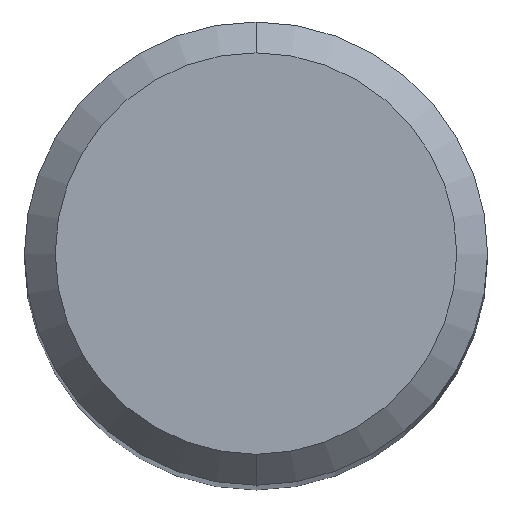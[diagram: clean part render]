
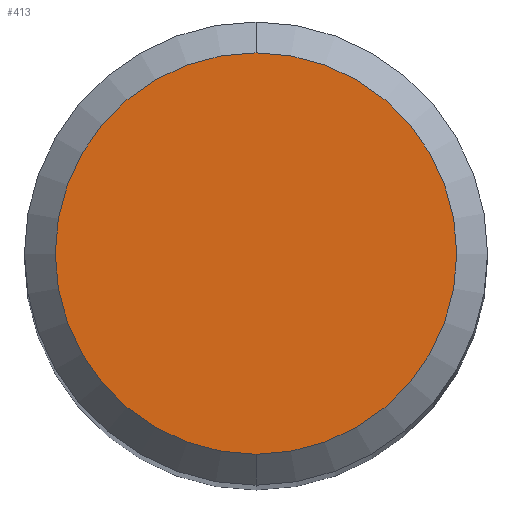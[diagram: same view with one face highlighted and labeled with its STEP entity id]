
A CAD part, top view. The second image highlights one B-rep face of the part: STEP entity #413.
In plain terms, the highlighted planar face has unit normal (0, 0, 1).
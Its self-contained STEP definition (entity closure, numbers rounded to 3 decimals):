
#213=VERTEX_POINT('',#494);
#231=EDGE_CURVE('',#319,#213,#514,.T.);
#319=VERTEX_POINT('',#608);
#389=EDGE_CURVE('',#213,#319,#686,.T.);
#413=ADVANCED_FACE('',(#714),#715,.T.);
#494=CARTESIAN_POINT('',(0.0,2.6,0.0));
#514=CIRCLE('',#904,2.6);
#608=CARTESIAN_POINT('',(0.,-2.6,0.0));
#686=CIRCLE('',#1235,2.6);
#714=FACE_OUTER_BOUND('',#1308,.T.);
#715=PLANE('',#1309);
#904=AXIS2_PLACEMENT_3D('',#1394,#1395,#1396);
#1235=AXIS2_PLACEMENT_3D('',#1578,#1579,#1580);
#1308=EDGE_LOOP('',(#1620,#1621));
#1309=AXIS2_PLACEMENT_3D('',#1622,#1623,#1624);
#1394=CARTESIAN_POINT('',(0.0,0.0,0.0));
#1395=DIRECTION('',(0.0,0.0,-1.0));
#1396=DIRECTION('',(0.0,1.0,0.0));
#1578=CARTESIAN_POINT('',(0.0,0.0,0.0));
#1579=DIRECTION('',(0.0,0.0,-1.0));
#1580=DIRECTION('',(0.0,1.0,0.0));
#1620=ORIENTED_EDGE('',*,*,#389,.F.);
#1621=ORIENTED_EDGE('',*,*,#231,.F.);
#1622=CARTESIAN_POINT('',(0.0,1.3,0.0));
#1623=DIRECTION('',(-0.0,0.0,1.0));
#1624=DIRECTION('',(0.0,-1.0,0.0));
